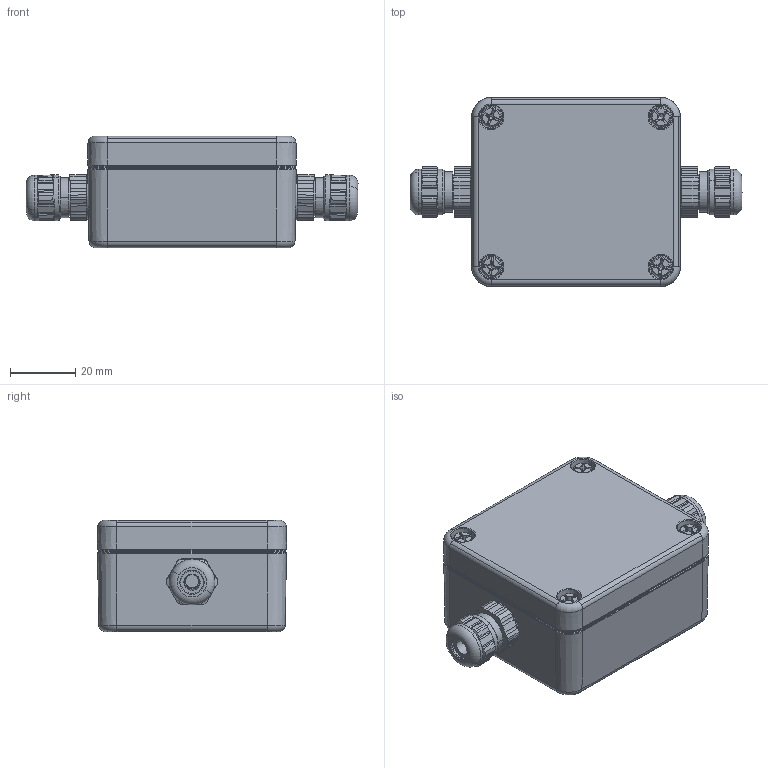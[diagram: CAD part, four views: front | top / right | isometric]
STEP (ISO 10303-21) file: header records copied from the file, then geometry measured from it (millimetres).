
FILE_DESCRIPTION(('STEP AP242'),'1');
FILE_NAME('400054171.stp','2023-09-26T07:56:23',('TraceParts'),('TraceParts S.A.'),'Spatial InterOp 3D',' ',' ');
FILE_SCHEMA(('AP242_MANAGED_MODEL_BASED_3D_ENGINEERING_MIM_LF {1 0 10303 442 1 1 4}'));
Length unit declared in the file: millimetre
Products named in the file (1): 400054171
Bounding box: 101.77 x 57.99 x 34.1 mm (x, y, z)
Volume: 123032 mm3; surface area: 24607.3 mm2
Topology: 1 solids, 9 shells, 1637 faces, 4988 edges, 3092 vertices
Faces by surface type: plane 637, cylinder 438, cone 222, bspline 186, torus 154
Entity records: 77710 total; most frequent: CARTESIAN_POINT 16346, ORIENTED_EDGE 9952, DIRECTION 8696, EDGE_CURVE 4976, AXIS2_PLACEMENT_3D 3364, VERTEX_POINT 3092, PRESENTATION_STYLE_ASSIGNMENT 2933, COLOUR_RGB 2933
